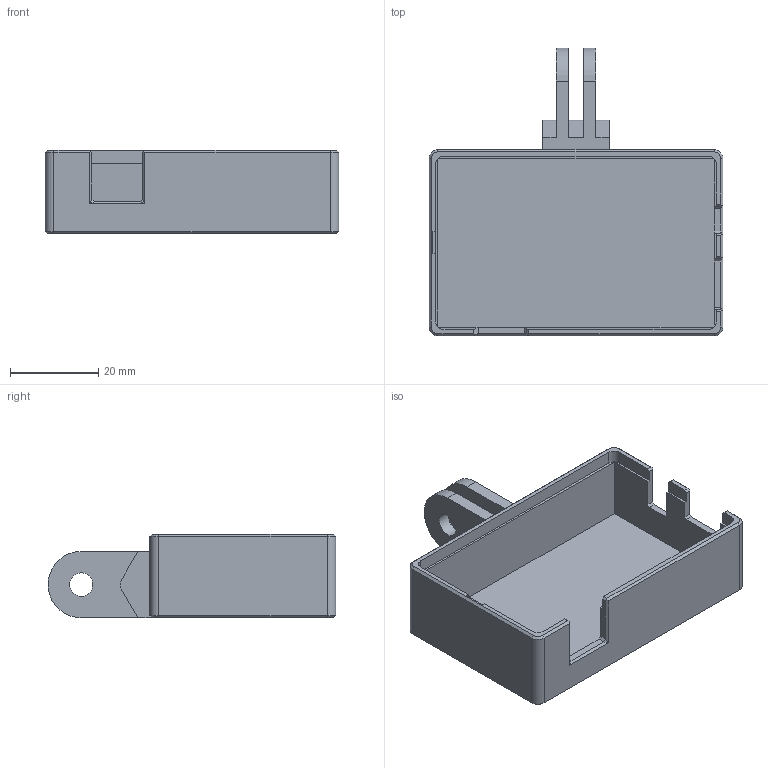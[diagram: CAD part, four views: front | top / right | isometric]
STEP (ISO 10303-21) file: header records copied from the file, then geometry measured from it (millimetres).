
FILE_DESCRIPTION(/* description */ (''),/* implementation_level */ '2;1');
FILE_NAME(/* name */ 'CASE_meowCarrier_503759_GoPro2.step',/* time_stamp */ '2024-04-25T18:02:05-07:00',/* author */ (''),/* organization */ (''),/* preprocessor_version */ 'ST-DEVELOPER v20',/* originating_system */ 'Autodesk Translation Framework v12.20.1.177',/* authorisation */ '');
FILE_SCHEMA (('AUTOMOTIVE_DESIGN { 1 0 10303 214 3 1 1 }'));
Length unit declared in the file: millimetre
Products named in the file (1): meowCarrier
Bounding box: 66.5 x 65.15 x 18.9 mm (x, y, z)
Volume: 13140.2 mm3; surface area: 13963.7 mm2
Topology: 1 solids, 1 shells, 111 faces, 293 edges, 184 vertices
Faces by surface type: plane 88, cylinder 15, cone 8
Full cylindrical faces by diameter (mm): 5.3 x2
Entity records: 3383 total; most frequent: CARTESIAN_POINT 589, ORIENTED_EDGE 586, DIRECTION 555, EDGE_CURVE 293, LINE 255, VECTOR 255, VERTEX_POINT 184, AXIS2_PLACEMENT_3D 150
